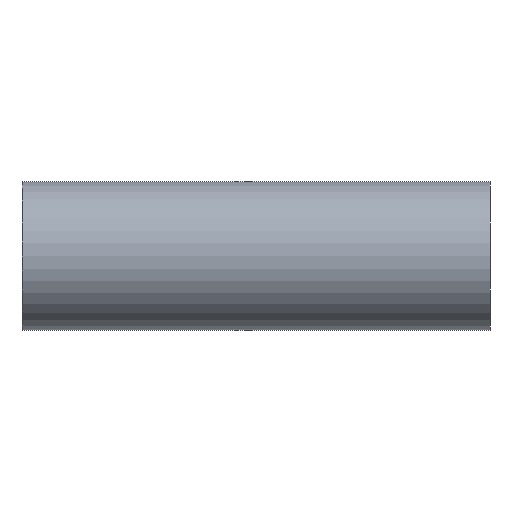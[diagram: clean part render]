
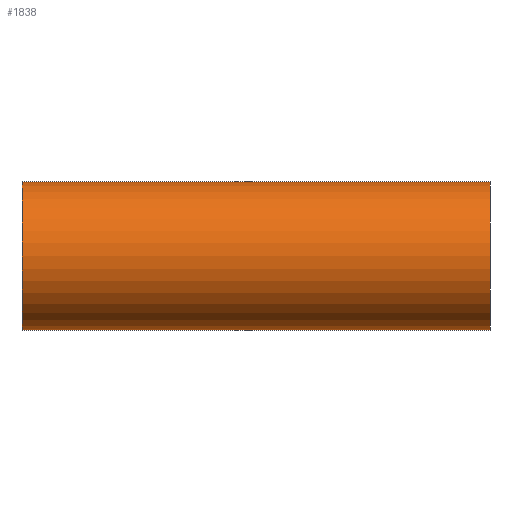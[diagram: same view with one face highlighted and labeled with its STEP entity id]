
A CAD part, left-side view. The second image highlights one B-rep face of the part: STEP entity #1838.
In plain terms, the highlighted cylindrical face has radius 17.5 mm (diameter 35 mm), a full revolution.
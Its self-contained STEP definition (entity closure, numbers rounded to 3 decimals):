
#1632=CARTESIAN_POINT('',(9.326,0.,-14.808));
#1633=VERTEX_POINT('',#1632);
#1641=CARTESIAN_POINT('',(9.326,0.,-14.808));
#1642=CARTESIAN_POINT('',(9.326,0.659,-14.808));
#1643=CARTESIAN_POINT('',(9.442,1.978,-14.736));
#1644=CARTESIAN_POINT('',(9.911,3.864,-14.429));
#1645=CARTESIAN_POINT('',(10.471,5.344,-14.028));
#1646=CARTESIAN_POINT('',(10.978,6.465,-13.632));
#1647=CARTESIAN_POINT('',(11.642,7.803,-13.082));
#1648=CARTESIAN_POINT('',(12.359,9.058,-12.413));
#1649=CARTESIAN_POINT('',(13.224,10.456,-11.476));
#1650=CARTESIAN_POINT('',(13.938,11.552,-10.612));
#1651=CARTESIAN_POINT('',(14.843,12.875,-9.323));
#1652=CARTESIAN_POINT('',(15.552,13.871,-8.071));
#1653=CARTESIAN_POINT('',(16.14,14.68,-6.792));
#1654=CARTESIAN_POINT('',(16.664,15.39,-5.445));
#1655=CARTESIAN_POINT('',(17.195,16.098,-3.519));
#1656=CARTESIAN_POINT('',(17.433,16.412,-1.775));
#1657=CARTESIAN_POINT('',(17.513,16.518,-0.199));
#1658=CARTESIAN_POINT('',(17.487,16.483,1.383));
#1659=CARTESIAN_POINT('',(17.194,16.097,3.52));
#1660=CARTESIAN_POINT('',(16.642,15.361,5.527));
#1661=CARTESIAN_POINT('',(16.103,14.629,6.882));
#1662=CARTESIAN_POINT('',(15.505,13.804,8.154));
#1663=CARTESIAN_POINT('',(14.761,12.76,9.468));
#1664=CARTESIAN_POINT('',(13.65,11.127,11.002));
#1665=CARTESIAN_POINT('',(12.489,9.292,12.295));
#1666=CARTESIAN_POINT('',(11.45,7.454,13.254));
#1667=CARTESIAN_POINT('',(10.751,5.99,13.813));
#1668=CARTESIAN_POINT('',(10.281,4.843,14.164));
#1669=CARTESIAN_POINT('',(9.929,3.853,14.413));
#1670=CARTESIAN_POINT('',(9.593,2.604,14.637));
#1671=CARTESIAN_POINT('',(9.377,1.314,14.776));
#1672=CARTESIAN_POINT('',(9.307,0.105,14.82));
#1673=CARTESIAN_POINT('',(9.365,-1.214,14.784));
#1674=CARTESIAN_POINT('',(9.635,-2.943,14.612));
#1675=CARTESIAN_POINT('',(10.326,-5.083,14.144));
#1676=CARTESIAN_POINT('',(11.272,-7.105,13.407));
#1677=CARTESIAN_POINT('',(12.027,-8.473,12.722));
#1678=CARTESIAN_POINT('',(12.601,-9.448,12.149));
#1679=CARTESIAN_POINT('',(13.083,-10.23,11.633));
#1680=CARTESIAN_POINT('',(13.746,-11.261,10.849));
#1681=CARTESIAN_POINT('',(14.486,-12.359,9.854));
#1682=CARTESIAN_POINT('',(15.183,-13.353,8.734));
#1683=CARTESIAN_POINT('',(15.791,-14.201,7.575));
#1684=CARTESIAN_POINT('',(16.507,-15.18,5.951));
#1685=CARTESIAN_POINT('',(17.053,-15.909,4.132));
#1686=CARTESIAN_POINT('',(17.354,-16.308,2.352));
#1687=CARTESIAN_POINT('',(17.474,-16.466,1.177));
#1688=CARTESIAN_POINT('',(17.507,-16.509,0.192));
#1689=CARTESIAN_POINT('',(17.493,-16.491,-0.598));
#1690=CARTESIAN_POINT('',(17.433,-16.412,-1.779));
#1691=CARTESIAN_POINT('',(17.246,-16.166,-3.138));
#1692=CARTESIAN_POINT('',(16.892,-15.694,-4.621));
#1693=CARTESIAN_POINT('',(16.448,-15.099,-6.056));
#1694=CARTESIAN_POINT('',(15.891,-14.34,-7.387));
#1695=CARTESIAN_POINT('',(15.256,-13.455,-8.593));
#1696=CARTESIAN_POINT('',(14.401,-12.239,-10.015));
#1697=CARTESIAN_POINT('',(13.355,-10.686,-11.366));
#1698=CARTESIAN_POINT('',(12.207,-8.8,-12.558));
#1699=CARTESIAN_POINT('',(11.361,-7.267,-13.326));
#1700=CARTESIAN_POINT('',(10.578,-5.628,-13.951));
#1701=CARTESIAN_POINT('',(9.911,-3.866,-14.428));
#1702=CARTESIAN_POINT('',(9.442,-1.978,-14.736));
#1703=CARTESIAN_POINT('',(9.326,-0.659,-14.808));
#1704=CARTESIAN_POINT('',(9.326,0.,-14.808));
#1705=B_SPLINE_CURVE_WITH_KNOTS('',3,(#1641,#1642,#1643,#1644,#1645,#1646,#1647,#1648,#1649,#1650,#1651,#1652,#1653,#1654,#1655,#1656,#1657,#1658,#1659,#1660,#1661,#1662,#1663,#1664,#1665,#1666,#1667,#1668,#1669,#1670,#1671,#1672,#1673,#1674,#1675,#1676,#1677,#1678,#1679,#1680,#1681,#1682,#1683,#1684,#1685,#1686,#1687,#1688,#1689,#1690,#1691,#1692,#1693,#1694,#1695,#1696,#1697,#1698,#1699,#1700,#1701,#1702,#1703,#1704),.UNSPECIFIED.,.T.,.U.,(4,1,1,1,1,1,1,1,1,1,1,1,1,1,1,1,1,1,1,1,1,1,1,1,1,1,1,1,1,1,1,1,1,1,1,1,1,1,1,1,1,1,1,1,1,1,1,1,1,1,1,1,1,1,1,1,1,1,1,1,1,4),(-9.451,-9.282,-9.114,-8.945,-8.86,-8.776,-8.523,-8.439,-8.27,-8.101,-7.876,-7.792,-7.651,-7.426,-7.201,-7.145,-6.976,-6.751,-6.526,-6.357,-6.301,-6.076,-5.851,-5.626,-5.401,-5.232,-5.176,-5.063,-4.951,-4.838,-4.726,-4.641,-4.501,-4.276,-4.051,-3.882,-3.825,-3.713,-3.6,-3.432,-3.263,-3.15,-3.,-2.7,-2.588,-2.475,-2.363,-2.307,-2.25,-2.025,-1.913,-1.8,-1.575,-1.463,-1.35,-1.013,-0.844,-0.675,-0.506,-0.338,-0.169,0.0),.UNSPECIFIED.);
#1706=EDGE_CURVE('',#1633,#1633,#1705,.T.);
#1808=CARTESIAN_POINT('',(0.,0.0,0.0));
#1809=DIRECTION('',(0.,-1.0,0.0));
#1810=DIRECTION('',(1.0,0.0,0.0));
#1811=AXIS2_PLACEMENT_3D('',#1808,#1809,#1810);
#1812=CYLINDRICAL_SURFACE('',#1811,17.5);
#1813=CARTESIAN_POINT('',(17.5,-55.,0.0));
#1814=VERTEX_POINT('',#1813);
#1815=CARTESIAN_POINT('',(0.,-55.0,0.0));
#1816=DIRECTION('',(0.0,-1.0,0.0));
#1817=DIRECTION('',(1.0,0.0,0.0));
#1818=AXIS2_PLACEMENT_3D('',#1815,#1816,#1817);
#1819=CIRCLE('',#1818,17.5);
#1820=EDGE_CURVE('',#1814,#1814,#1819,.T.);
#1821=ORIENTED_EDGE('',*,*,#1820,.F.);
#1822=EDGE_LOOP('',(#1821));
#1823=FACE_OUTER_BOUND('',#1822,.T.);
#1824=CARTESIAN_POINT('',(17.5,55.,0.0));
#1825=VERTEX_POINT('',#1824);
#1826=CARTESIAN_POINT('',(0.,55.0,0.0));
#1827=DIRECTION('',(0.0,-1.0,0.0));
#1828=DIRECTION('',(1.0,0.0,0.0));
#1829=AXIS2_PLACEMENT_3D('',#1826,#1827,#1828);
#1830=CIRCLE('',#1829,17.5);
#1831=EDGE_CURVE('',#1825,#1825,#1830,.T.);
#1832=ORIENTED_EDGE('',*,*,#1831,.T.);
#1833=EDGE_LOOP('',(#1832));
#1834=FACE_BOUND('',#1833,.T.);
#1835=ORIENTED_EDGE('',*,*,#1706,.F.);
#1836=EDGE_LOOP('',(#1835));
#1837=FACE_BOUND('',#1836,.T.);
#1838=ADVANCED_FACE('',(#1823,#1834,#1837),#1812,.T.);
